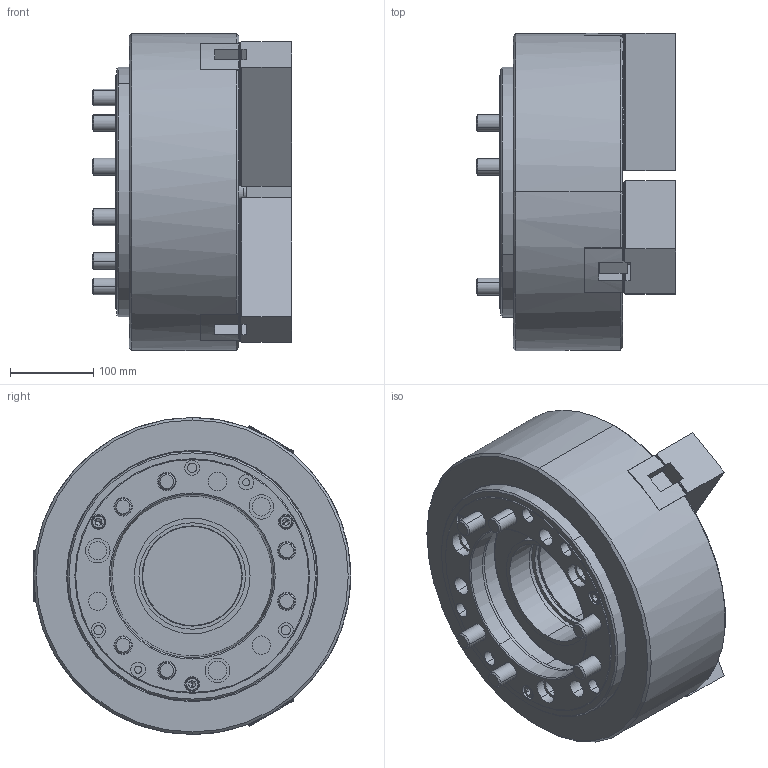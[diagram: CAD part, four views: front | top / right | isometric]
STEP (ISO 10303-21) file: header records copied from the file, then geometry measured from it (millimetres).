
FILE_DESCRIPTION (( 'STEP AP203' ), '1' );
FILE_NAME ('CF-3H-15A11.STEP', '2023-06-09T01:38:57', ( '' ), ( '' ), 'SwSTEP 2.0', 'SolidWorks 2020', '' );
FILE_SCHEMA (( 'CONFIG_CONTROL_DESIGN' ));
Length unit declared in the file: millimetre
Products named in the file (13): CF-3H-15-07010; 圓頭內六角螺栓_M10x30; CF-3H-15-08000; CF-3H-15A11; SJ-15P; CF-3H-15-01010; 圓頭內六角螺栓_M20x50; CF-3H-15-02010; 圓頭內六角螺栓_M20x150; CF-3H-215-03000; 半圓頭六角孔螺栓_M6x12; CF-3H-215-04020(寬25.5)(T型塊); CF-3H-15-10000-A11法蘭
Assembly tree (35 placements, depth 2):
  CF-3H-15A11
    CF-3H-15-01010
    CF-3H-15-02010
    CF-3H-215-03000  x3
    CF-3H-215-04020(寬25.5)(T型塊)  x3
    CF-3H-15-07010
    CF-3H-15-08000
    SJ-15P  x3
    圓頭內六角螺栓_M20x50  x6
    圓頭內六角螺栓_M20x150  x6
    半圓頭六角孔螺栓_M6x12  x6
    CF-3H-15-10000-A11法蘭
    圓頭內六角螺栓_M10x30  x3
Bounding box: 239.25 x 381.45 x 381 mm (x, y, z)
Volume: 15266889.2 mm3; surface area: 1331913.8 mm2
Topology: 35 solids, 35 shells, 5495 faces, 15807 edges, 10423 vertices
Faces by surface type: plane 3844, cylinder 1415, cone 220, torus 16
Entity records: 66679 total; most frequent: CARTESIAN_POINT 14019, ORIENTED_EDGE 11414, DIRECTION 9584, EDGE_CURVE 5707, LINE 4246, VECTOR 4246, VERTEX_POINT 3776, AXIS2_PLACEMENT_3D 2669
